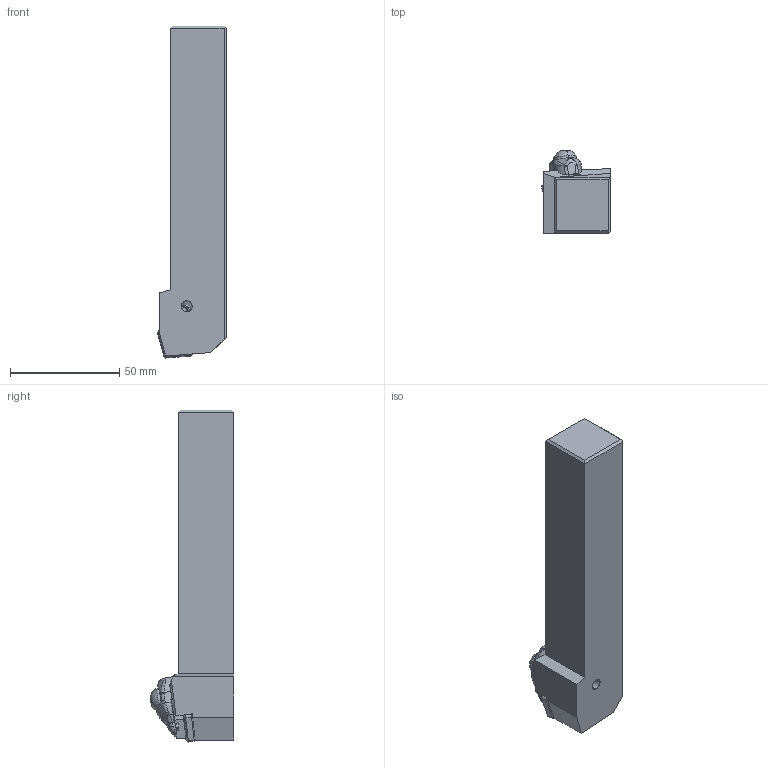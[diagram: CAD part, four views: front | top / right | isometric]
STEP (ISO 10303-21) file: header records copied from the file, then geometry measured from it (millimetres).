
FILE_DESCRIPTION(/* description */ (''),/* implementation_level */ '2;1');
FILE_NAME(/* name */ 'DCRNR-164.stp',/* time_stamp */ '2021-12-22T09:39:30+09:00',/* author */ (''),/* organization */ (''),/* preprocessor_version */ 'ST-DEVELOPER v16',/* originating_system */ 'SIEMENS PLM Software NX 10.0',/* authorisation */ '');
FILE_SCHEMA (('AUTOMOTIVE_DESIGN { 1 0 10303 214 3 1 1 1 }'));
Length unit declared in the file: millimetre
Products named in the file (1): DCRNR-164_ASM
Bounding box: 31.29 x 38.07 x 151.79 mm (x, y, z)
Volume: 101333.7 mm3; surface area: 20168.9 mm2
Topology: 6 solids, 6 shells, 252 faces, 647 edges, 411 vertices
Faces by surface type: cylinder 88, plane 67, bspline 61, cone 17, torus 15, sphere 4
Entity records: 11034 total; most frequent: CARTESIAN_POINT 5065, ORIENTED_EDGE 1286, DIRECTION 1142, EDGE_CURVE 643, AXIS2_PLACEMENT_3D 455, VERTEX_POINT 408, EDGE_LOOP 265, ADVANCED_FACE 252
